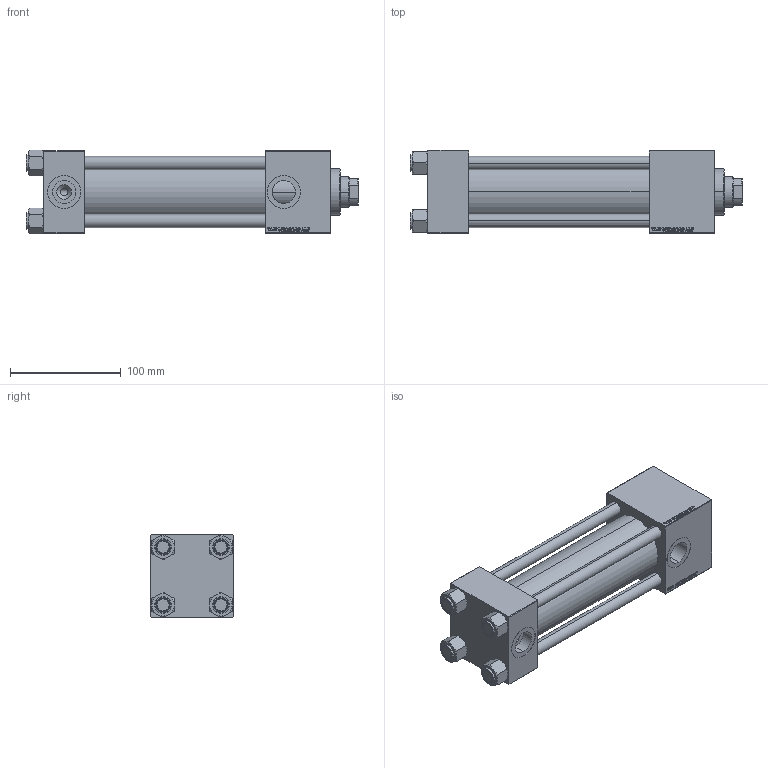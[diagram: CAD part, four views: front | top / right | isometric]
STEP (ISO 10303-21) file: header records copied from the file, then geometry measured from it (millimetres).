
FILE_DESCRIPTION (( 'STEP AP203' ), '1' );
FILE_NAME ('35e0.STEP', '2022-04-15T09:56:30', ( '' ), ( '' ), 'SwSTEP 2.0', 'SolidWorks 2019', '' );
FILE_SCHEMA (( 'CONFIG_CONTROL_DESIGN' ));
Length unit declared in the file: millimetre
Products named in the file (6): V215CR_C_TYCINKA dc3ebc2bc844c40bc67117cbf21b70f6; V215CR_C_Body dc3ebc2bc844c40bc67117cbf21b70f6; V215CR_VCP_C dc3ebc2bc844c40bc67117cbf21b70f6; 35e0; NUT_M5_C dc3ebc2bc844c40bc67117cbf21b70f6; V215_VC_A dc3ebc2bc844c40bc67117cbf21b70f6
Assembly tree (11 placements, depth 2):
  35e0
    V215CR_C_Body dc3ebc2bc844c40bc67117cbf21b70f6
    V215CR_VCP_C dc3ebc2bc844c40bc67117cbf21b70f6
    NUT_M5_C dc3ebc2bc844c40bc67117cbf21b70f6  x4
    V215CR_C_TYCINKA dc3ebc2bc844c40bc67117cbf21b70f6  x4
    V215_VC_A dc3ebc2bc844c40bc67117cbf21b70f6
Bounding box: 300 x 75 x 75.54 mm (x, y, z)
Volume: 833549 mm3; surface area: 211047.4 mm2
Topology: 11 solids, 11 shells, 1155 faces, 2884 edges, 1871 vertices
Faces by surface type: plane 528, bspline 392, cone 136, cylinder 91, torus 8
Entity records: 50364 total; most frequent: CARTESIAN_POINT 27131, ORIENTED_EDGE 5260, DIRECTION 3334, EDGE_CURVE 2630, VERTEX_POINT 1727, LINE 1594, VECTOR 1594, EDGE_LOOP 1167
